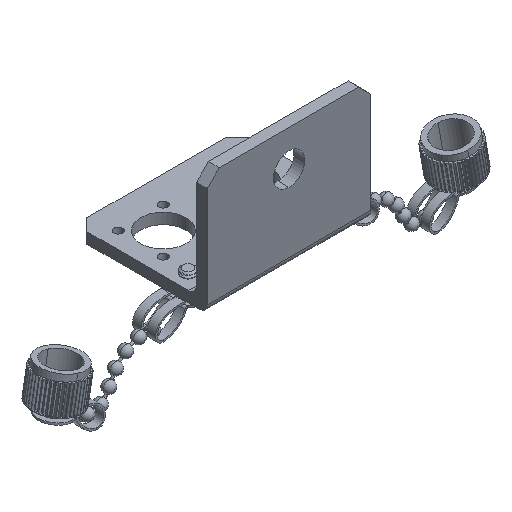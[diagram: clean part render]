
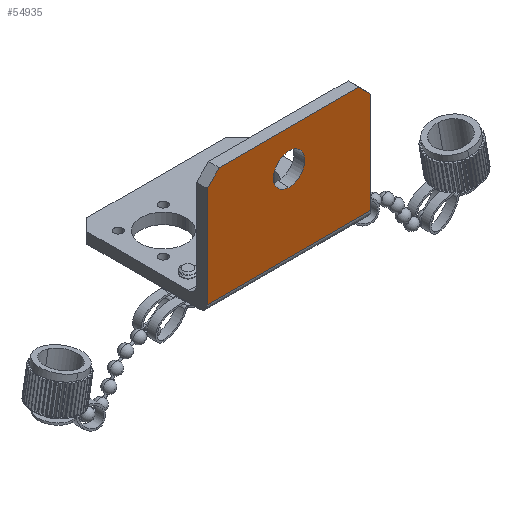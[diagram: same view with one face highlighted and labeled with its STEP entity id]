
A CAD part, isometric view. The second image highlights one B-rep face of the part: STEP entity #54935.
In plain terms, the highlighted planar face has unit normal (0, -1, 0).
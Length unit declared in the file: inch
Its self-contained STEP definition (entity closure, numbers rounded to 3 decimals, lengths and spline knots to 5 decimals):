
#5332 = CIRCLE ( 'NONE', #5391, 0.1305 ) ;
#5387 = DIRECTION ( 'NONE',  ( 0., 0., -1. ) ) ;
#5390 = DIRECTION ( 'NONE',  ( 0., 1., 0. ) ) ;
#5391 = AXIS2_PLACEMENT_3D ( 'NONE', #5410, #5390, #5387 ) ;
#5397 = CARTESIAN_POINT ( 'NONE',  ( 0., -0.55, 0.3305 ) ) ;
#5410 = CARTESIAN_POINT ( 'NONE',  ( 0., -0.55, 0.2 ) ) ;
#12436 = CARTESIAN_POINT ( 'NONE',  ( -0.58, -0.55, 0.5 ) ) ;
#12437 = FACE_BOUND ( 'NONE', #54928, .T. ) ;
#12438 = DIRECTION ( 'NONE',  ( 0., 0., -1. ) ) ;
#12439 = DIRECTION ( 'NONE',  ( 0., 1., 0. ) ) ;
#12440 = CARTESIAN_POINT ( 'NONE',  ( 0., -0.55, 0.2 ) ) ;
#12441 = AXIS2_PLACEMENT_3D ( 'NONE', #12440, #12439, #12438 ) ;
#12443 = CIRCLE ( 'NONE', #12441, 0.1305 ) ;
#12444 = LINE ( 'NONE', #12483, #12482 ) ;
#12452 = PLANE ( 'NONE',  #12459 ) ;
#12453 = CARTESIAN_POINT ( 'NONE',  ( 0.58, -0.55, 0.5 ) ) ;
#12459 = AXIS2_PLACEMENT_3D ( 'NONE', #12496, #12494, #12493 ) ;
#12460 = FACE_OUTER_BOUND ( 'NONE', #54929, .T. ) ;
#12466 = CARTESIAN_POINT ( 'NONE',  ( 0.68, -0.55, -0.437 ) ) ;
#12475 = CARTESIAN_POINT ( 'NONE',  ( -0.68, -0.55, -0.437 ) ) ;
#12480 = CARTESIAN_POINT ( 'NONE',  ( 0.68, -0.55, 0.4 ) ) ;
#12481 = DIRECTION ( 'NONE',  ( -0.707, 0., -0.707 ) ) ;
#12482 = VECTOR ( 'NONE', #12481, 39.37008 ) ;
#12483 = CARTESIAN_POINT ( 'NONE',  ( -0.68, -0.55, 0.4 ) ) ;
#12485 = DIRECTION ( 'NONE',  ( 1., 0., 0. ) ) ;
#12486 = VECTOR ( 'NONE', #12485, 39.37008 ) ;
#12488 = CARTESIAN_POINT ( 'NONE',  ( -0.68, -0.55, 0.5 ) ) ;
#12489 = LINE ( 'NONE', #12488, #12486 ) ;
#12492 = CARTESIAN_POINT ( 'NONE',  ( -0.68, -0.55, 0.4 ) ) ;
#12493 = DIRECTION ( 'NONE',  ( 0., 0., -1. ) ) ;
#12494 = DIRECTION ( 'NONE',  ( 0., 1., 0. ) ) ;
#12496 = CARTESIAN_POINT ( 'NONE',  ( -0.68, -0.55, -0.5 ) ) ;
#12544 = DIRECTION ( 'NONE',  ( -0.707, 0., 0.707 ) ) ;
#12545 = VECTOR ( 'NONE', #12544, 39.37008 ) ;
#12547 = CARTESIAN_POINT ( 'NONE',  ( 0.58, -0.55, 0.5 ) ) ;
#12553 = LINE ( 'NONE', #12547, #12545 ) ;
#12554 = DIRECTION ( 'NONE',  ( 0., 0., 1. ) ) ;
#12555 = VECTOR ( 'NONE', #12554, 39.37008 ) ;
#12556 = CARTESIAN_POINT ( 'NONE',  ( 0.68, -0.55, -0.5 ) ) ;
#12563 = LINE ( 'NONE', #12556, #12555 ) ;
#12567 = DIRECTION ( 'NONE',  ( 1., 0., 0. ) ) ;
#12569 = VECTOR ( 'NONE', #12567, 39.37008 ) ;
#12570 = LINE ( 'NONE', #12475, #12569 ) ;
#12573 = CARTESIAN_POINT ( 'NONE',  ( -0.68, -0.55, -0.437 ) ) ;
#12577 = DIRECTION ( 'NONE',  ( 0., 0., 1. ) ) ;
#12578 = VECTOR ( 'NONE', #12577, 39.37008 ) ;
#12580 = CARTESIAN_POINT ( 'NONE',  ( -0.68, -0.55, -0.5 ) ) ;
#12582 = LINE ( 'NONE', #12580, #12578 ) ;
#14917 = VERTEX_POINT ( 'NONE', #42504 ) ;
#15070 = EDGE_CURVE ( 'NONE', #15072, #14917, #5332, .T. ) ;
#15072 = VERTEX_POINT ( 'NONE', #5397 ) ;
#42504 = CARTESIAN_POINT ( 'NONE',  ( 0., -0.55, 0.0695 ) ) ;
#54928 = EDGE_LOOP ( 'NONE', ( #54930, #54939 ) ) ;
#54929 = EDGE_LOOP ( 'NONE', ( #54941, #54947, #54938, #54952, #54943, #54957 ) ) ;
#54930 = ORIENTED_EDGE ( 'NONE', *, *, #54933, .T. ) ;
#54932 = VERTEX_POINT ( 'NONE', #12453 ) ;
#54933 = EDGE_CURVE ( 'NONE', #14917, #15072, #12443, .T. ) ;
#54935 = ADVANCED_FACE ( 'NONE', ( #12437, #12460 ), #12452, .F. ) ;
#54936 = VERTEX_POINT ( 'NONE', #12436 ) ;
#54937 = VERTEX_POINT ( 'NONE', #12492 ) ;
#54938 = ORIENTED_EDGE ( 'NONE', *, *, #54948, .F. ) ;
#54939 = ORIENTED_EDGE ( 'NONE', *, *, #15070, .T. ) ;
#54940 = EDGE_CURVE ( 'NONE', #54936, #54932, #12489, .T. ) ;
#54941 = ORIENTED_EDGE ( 'NONE', *, *, #54940, .F. ) ;
#54942 = EDGE_CURVE ( 'NONE', #54936, #54937, #12444, .T. ) ;
#54943 = ORIENTED_EDGE ( 'NONE', *, *, #54953, .T. ) ;
#54945 = VERTEX_POINT ( 'NONE', #12480 ) ;
#54947 = ORIENTED_EDGE ( 'NONE', *, *, #54942, .T. ) ;
#54948 = EDGE_CURVE ( 'NONE', #54951, #54937, #12582, .T. ) ;
#54949 = VERTEX_POINT ( 'NONE', #12466 ) ;
#54950 = EDGE_CURVE ( 'NONE', #54951, #54949, #12570, .T. ) ;
#54951 = VERTEX_POINT ( 'NONE', #12573 ) ;
#54952 = ORIENTED_EDGE ( 'NONE', *, *, #54950, .T. ) ;
#54953 = EDGE_CURVE ( 'NONE', #54949, #54945, #12563, .T. ) ;
#54954 = EDGE_CURVE ( 'NONE', #54945, #54932, #12553, .T. ) ;
#54957 = ORIENTED_EDGE ( 'NONE', *, *, #54954, .T. ) ;
